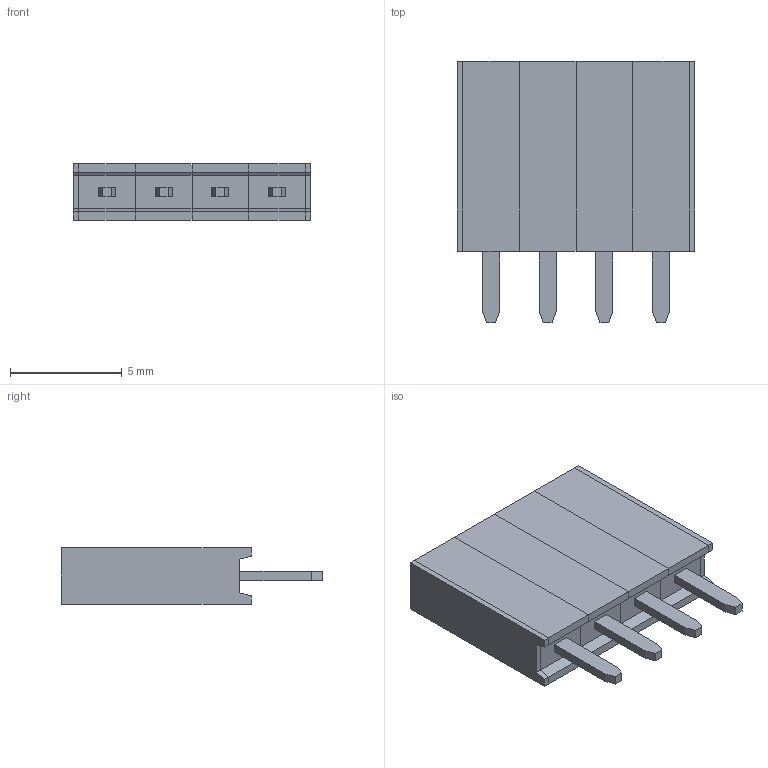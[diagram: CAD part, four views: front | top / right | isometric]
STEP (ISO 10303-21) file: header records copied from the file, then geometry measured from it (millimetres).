
FILE_DESCRIPTION (( 'STEP AP214' ), '1' );
FILE_NAME ('NPPC041LFBN-RC.STEP', '2024-10-30T12:14:08', ( '' ), ( '' ), 'SwSTEP 2.0', 'SolidWorks 2021', '' );
FILE_SCHEMA (( 'AUTOMOTIVE_DESIGN' ));
Length unit declared in the file: millimetre
Products named in the file (3): NPPC041LFBN-RC; PPPC021LFBN-RC_C04; Pin - Gold
Assembly tree (5 placements, depth 2):
  NPPC041LFBN-RC
    PPPC021LFBN-RC_C04
    Pin - Gold  x4
Bounding box: 10.67 x 11.71 x 2.54 mm (x, y, z)
Volume: 221.5 mm3; surface area: 542.9 mm2
Topology: 10 solids, 10 shells, 128 faces, 296 edges, 192 vertices
Faces by surface type: plane 128
Entity records: 3057 total; most frequent: CARTESIAN_POINT 510, ORIENTED_EDGE 484, DIRECTION 466, LINE 242, EDGE_CURVE 242, VECTOR 242, VERTEX_POINT 156, AXIS2_PLACEMENT_3D 112
